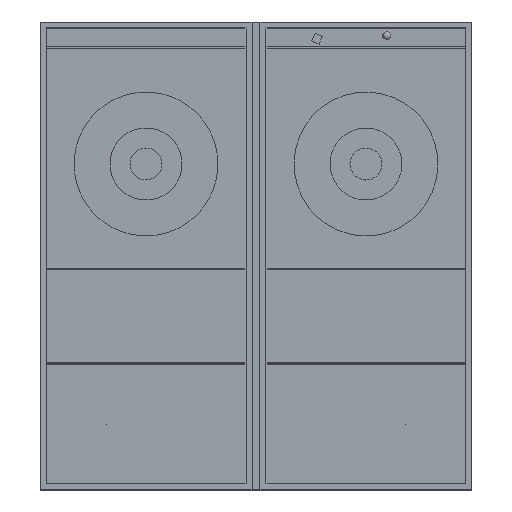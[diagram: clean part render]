
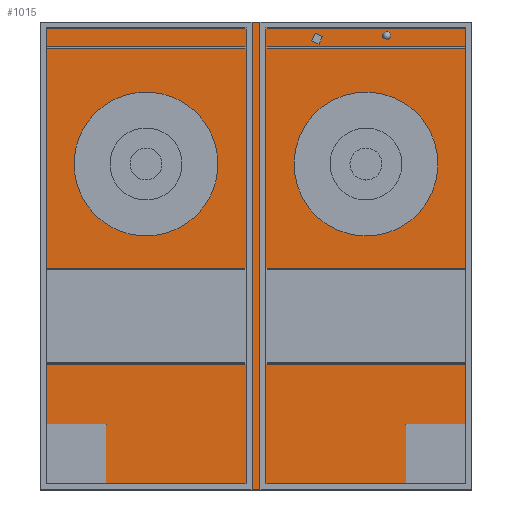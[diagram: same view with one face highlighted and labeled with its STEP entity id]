
A CAD part, top view. The second image highlights one B-rep face of the part: STEP entity #1015.
In plain terms, the highlighted planar face has unit normal (0, 0, 1).
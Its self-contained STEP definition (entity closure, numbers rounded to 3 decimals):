
#163=ORIENTED_EDGE('',*,*,#385,.T.);
#164=ORIENTED_EDGE('',*,*,#389,.T.);
#165=ORIENTED_EDGE('',*,*,#392,.T.);
#166=ORIENTED_EDGE('',*,*,#394,.T.);
#385=EDGE_CURVE('',#504,#503,#586,.T.);
#389=EDGE_CURVE('',#503,#506,#590,.T.);
#392=EDGE_CURVE('',#506,#508,#593,.T.);
#394=EDGE_CURVE('',#508,#504,#595,.T.);
#503=VERTEX_POINT('',#1656);
#504=VERTEX_POINT('',#1658);
#506=VERTEX_POINT('',#1664);
#508=VERTEX_POINT('',#1670);
#586=LINE('',#1657,#694);
#590=LINE('',#1665,#698);
#593=LINE('',#1671,#701);
#595=LINE('',#1674,#703);
#694=VECTOR('',#1348,1000.);
#698=VECTOR('',#1354,1000.);
#701=VECTOR('',#1359,1000.);
#703=VECTOR('',#1363,1000.);
#804=EDGE_LOOP('',(#163,#164,#165,#166));
#878=FACE_BOUND('',#804,.T.);
#953=PLANE('',#1247);
#1015=ADVANCED_FACE('',(#878),#953,.T.);
#1247=AXIS2_PLACEMENT_3D('',#1675,#1364,#1365);
#1348=DIRECTION('',(1.,0.,0.));
#1354=DIRECTION('',(0.,1.,0.));
#1359=DIRECTION('',(-1.,0.,0.));
#1363=DIRECTION('',(0.,-1.,0.));
#1364=DIRECTION('',(0.,0.,1.));
#1365=DIRECTION('',(1.,0.,0.));
#1656=CARTESIAN_POINT('',(5400.,-5850.,2.));
#1657=CARTESIAN_POINT('',(-5400.,-5850.,2.));
#1658=CARTESIAN_POINT('',(-5400.,-5850.,2.));
#1664=CARTESIAN_POINT('',(5400.,5850.,2.));
#1665=CARTESIAN_POINT('',(5400.,-5850.,2.));
#1670=CARTESIAN_POINT('',(-5400.,5850.,2.));
#1671=CARTESIAN_POINT('',(5400.,5850.,2.));
#1674=CARTESIAN_POINT('',(-5400.,5850.,2.));
#1675=CARTESIAN_POINT('',(0.,0.,2.));
